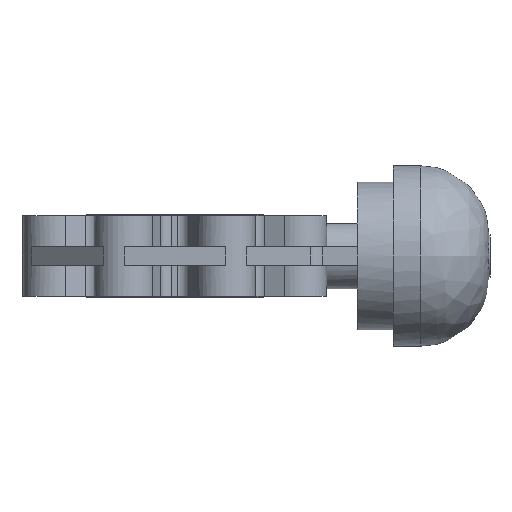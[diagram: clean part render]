
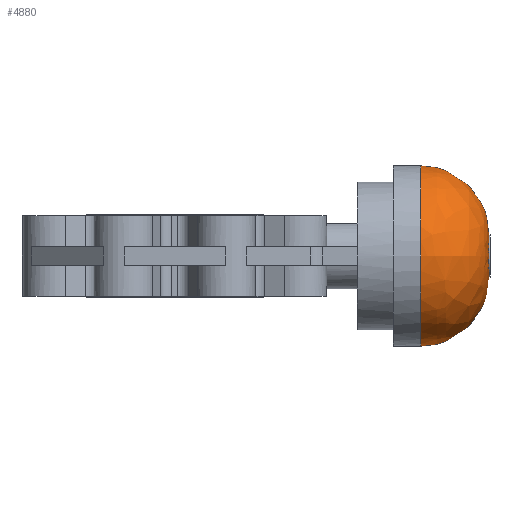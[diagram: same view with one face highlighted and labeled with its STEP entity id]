
A CAD part, front view. The second image highlights one B-rep face of the part: STEP entity #4880.
In plain terms, the highlighted free-form (B-spline) face has degree [2, 2] with [3, 9] control points.
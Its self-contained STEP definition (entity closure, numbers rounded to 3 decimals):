
#38=B_SPLINE_CURVE_WITH_KNOTS($,3,(#7521,#7522,#7523,#7524,#7525,#7526,
#7527,#7528,#7529,#7530),.UNSPECIFIED.,.F.,.F.,(4,2,2,2,4),(20.482,
20.859,22.327,23.827,25.268),
 .UNSPECIFIED.);
#39=B_SPLINE_CURVE_WITH_KNOTS($,3,(#7533,#7534,#7535,#7536,#7537,#7538,
#7539,#7540,#7541,#7542),.UNSPECIFIED.,.F.,.F.,(4,2,2,2,4),(12.647,
14.064,15.521,16.918,17.405),
 .UNSPECIFIED.);
#80=(
BOUNDED_CURVE()
B_SPLINE_CURVE(2,(#7517,#7518,#7519),.UNSPECIFIED.,.F.,.F.)
B_SPLINE_CURVE_WITH_KNOTS((3,3),(-1.571,0.),
 .UNSPECIFIED.)
CURVE()
GEOMETRIC_REPRESENTATION_ITEM()
RATIONAL_B_SPLINE_CURVE((1.,0.707,1.))
REPRESENTATION_ITEM($)
);
#81=(
BOUNDED_SURFACE()
B_SPLINE_SURFACE(2,2,((#7487,#7488,#7489,#7490,#7491,#7492,#7493,#7494,
#7495),(#7496,#7497,#7498,#7499,#7500,#7501,#7502,#7503,#7504),(#7505,#7506,
#7507,#7508,#7509,#7510,#7511,#7512,#7513)),.UNSPECIFIED.,.F.,.T.,.F.)
B_SPLINE_SURFACE_WITH_KNOTS((3,3),(3,2,2,2,3),(0.,1.571),
(-3.142,-1.571,0.,1.571,3.142),
 .UNSPECIFIED.)
GEOMETRIC_REPRESENTATION_ITEM()
RATIONAL_B_SPLINE_SURFACE(((1.,0.707,1.,0.707,1.,
0.707,1.,0.707,1.),(0.707,0.5,0.707,
0.5,0.707,0.5,0.707,0.5,0.707),(1.,
0.707,1.,0.707,1.,0.707,1.,0.707,
1.)))
REPRESENTATION_ITEM($)
SURFACE()
);
#306=FACE_OUTER_BOUND($,#579,.T.);
#579=EDGE_LOOP($,(#3457,#3458,#3459,#3460,#3461,#3462,#3463,#3464,#3465));
#863=CIRCLE($,#5201,55.);
#864=CIRCLE($,#5202,55.);
#866=CIRCLE($,#5204,13.5);
#867=CIRCLE($,#5205,32.295);
#868=CIRCLE($,#5206,13.5);
#2032=VERTEX_POINT($,#7478);
#2033=VERTEX_POINT($,#7480);
#2034=VERTEX_POINT($,#7482);
#2036=VERTEX_POINT($,#7514);
#2037=VERTEX_POINT($,#7515);
#2038=VERTEX_POINT($,#7520);
#2039=VERTEX_POINT($,#7531);
#2575=EDGE_CURVE($,#2032,#2033,#863,.T.);
#2576=EDGE_CURVE($,#2033,#2034,#864,.T.);
#2579=EDGE_CURVE($,#2036,#2037,#866,.T.);
#2580=EDGE_CURVE($,#2037,#2033,#80,.T.);
#2581=EDGE_CURVE($,#2038,#2032,#38,.T.);
#2582=EDGE_CURVE($,#2039,#2038,#867,.T.);
#2583=EDGE_CURVE($,#2034,#2039,#39,.T.);
#2584=EDGE_CURVE($,#2037,#2036,#868,.T.);
#3457=ORIENTED_EDGE($,*,*,#2579,.T.);
#3458=ORIENTED_EDGE($,*,*,#2580,.T.);
#3459=ORIENTED_EDGE($,*,*,#2575,.F.);
#3460=ORIENTED_EDGE($,*,*,#2581,.F.);
#3461=ORIENTED_EDGE($,*,*,#2582,.F.);
#3462=ORIENTED_EDGE($,*,*,#2583,.F.);
#3463=ORIENTED_EDGE($,*,*,#2576,.F.);
#3464=ORIENTED_EDGE($,*,*,#2580,.F.);
#3465=ORIENTED_EDGE($,*,*,#2584,.T.);
#4880=ADVANCED_FACE($,(#306),#81,.F.);
#5201=AXIS2_PLACEMENT_3D($,#7481,#5949,#5950);
#5202=AXIS2_PLACEMENT_3D($,#7483,#5951,#5952);
#5204=AXIS2_PLACEMENT_3D($,#7516,#5956,#5957);
#5205=AXIS2_PLACEMENT_3D($,#7532,#5958,#5959);
#5206=AXIS2_PLACEMENT_3D($,#7543,#5960,#5961);
#5949=DIRECTION('center_axis',(0.,0.,-1.));
#5950=DIRECTION('ref_axis',(-1.,0.,0.));
#5951=DIRECTION('center_axis',(0.,0.,-1.));
#5952=DIRECTION('ref_axis',(-1.,0.,0.));
#5956=DIRECTION('center_axis',(0.,0.,-1.));
#5957=DIRECTION('ref_axis',(-1.,0.,0.));
#5958=DIRECTION('center_axis',(0.,0.,-1.));
#5959=DIRECTION('ref_axis',(-1.,0.,0.));
#5960=DIRECTION('center_axis',(0.,0.,-1.));
#5961=DIRECTION('ref_axis',(-1.,0.,0.));
#7478=CARTESIAN_POINT('',(49.013,-24.954,16.5));
#7480=CARTESIAN_POINT('',(-55.,0.,16.5));
#7481=CARTESIAN_POINT('Origin',(0.,0.,16.5));
#7482=CARTESIAN_POINT('',(49.013,24.954,16.5));
#7483=CARTESIAN_POINT('Origin',(0.,0.,16.5));
#7487=CARTESIAN_POINT('Ctrl Pts',(-55.,0.,16.5));
#7488=CARTESIAN_POINT('Ctrl Pts',(-55.,-55.,16.5));
#7489=CARTESIAN_POINT('Ctrl Pts',(0.,-55.,16.5));
#7490=CARTESIAN_POINT('Ctrl Pts',(55.,-55.,16.5));
#7491=CARTESIAN_POINT('Ctrl Pts',(55.,0.,
16.5));
#7492=CARTESIAN_POINT('Ctrl Pts',(55.,55.,16.5));
#7493=CARTESIAN_POINT('Ctrl Pts',(0.,55.,16.5));
#7494=CARTESIAN_POINT('Ctrl Pts',(-55.,55.,16.5));
#7495=CARTESIAN_POINT('Ctrl Pts',(-55.,0.,16.5));
#7496=CARTESIAN_POINT('Ctrl Pts',(-55.,0.,
58.));
#7497=CARTESIAN_POINT('Ctrl Pts',(-55.,-55.,58.));
#7498=CARTESIAN_POINT('Ctrl Pts',(0.,-55.,
58.));
#7499=CARTESIAN_POINT('Ctrl Pts',(55.,-55.,58.));
#7500=CARTESIAN_POINT('Ctrl Pts',(55.,0.,58.));
#7501=CARTESIAN_POINT('Ctrl Pts',(55.,55.,58.));
#7502=CARTESIAN_POINT('Ctrl Pts',(0.,55.,
58.));
#7503=CARTESIAN_POINT('Ctrl Pts',(-55.,55.,58.));
#7504=CARTESIAN_POINT('Ctrl Pts',(-55.,0.,
58.));
#7505=CARTESIAN_POINT('Ctrl Pts',(-13.5,0.,
58.));
#7506=CARTESIAN_POINT('Ctrl Pts',(-13.5,-13.5,58.));
#7507=CARTESIAN_POINT('Ctrl Pts',(0.,-13.5,
58.));
#7508=CARTESIAN_POINT('Ctrl Pts',(13.5,-13.5,58.));
#7509=CARTESIAN_POINT('Ctrl Pts',(13.5,0.,58.));
#7510=CARTESIAN_POINT('Ctrl Pts',(13.5,13.5,58.));
#7511=CARTESIAN_POINT('Ctrl Pts',(0.,13.5,
58.));
#7512=CARTESIAN_POINT('Ctrl Pts',(-13.5,13.5,58.));
#7513=CARTESIAN_POINT('Ctrl Pts',(-13.5,0.,
58.));
#7514=CARTESIAN_POINT('',(13.5,0.,58.));
#7515=CARTESIAN_POINT('',(-13.5,0.,58.));
#7516=CARTESIAN_POINT('Origin',(0.,0.,58.));
#7517=CARTESIAN_POINT('Ctrl Pts',(-13.5,0.,
58.));
#7518=CARTESIAN_POINT('Ctrl Pts',(-55.,0.,
58.));
#7519=CARTESIAN_POINT('Ctrl Pts',(-55.,0.,16.5));
#7520=CARTESIAN_POINT('',(19.615,-25.655,53.5));
#7521=CARTESIAN_POINT('Ctrl Pts',(19.615,-25.655,53.5));
#7522=CARTESIAN_POINT('Ctrl Pts',(21.158,-25.629,53.035));
#7523=CARTESIAN_POINT('Ctrl Pts',(22.679,-25.6,52.498));
#7524=CARTESIAN_POINT('Ctrl Pts',(30.001,-25.458,49.477));
#7525=CARTESIAN_POINT('Ctrl Pts',(34.522,-25.35,46.242));
#7526=CARTESIAN_POINT('Ctrl Pts',(41.5,-25.172,39.268));
#7527=CARTESIAN_POINT('Ctrl Pts',(44.316,-25.092,35.109));
#7528=CARTESIAN_POINT('Ctrl Pts',(48.064,-24.984,26.047));
#7529=CARTESIAN_POINT('Ctrl Pts',(49.013,-24.954,21.302));
#7530=CARTESIAN_POINT('Ctrl Pts',(49.013,-24.954,16.5));
#7531=CARTESIAN_POINT('',(19.615,25.655,53.5));
#7532=CARTESIAN_POINT('Origin',(0.,0.,53.5));
#7533=CARTESIAN_POINT('Ctrl Pts',(49.013,24.954,16.5));
#7534=CARTESIAN_POINT('Ctrl Pts',(49.013,24.954,21.238));
#7535=CARTESIAN_POINT('Ctrl Pts',(48.089,24.983,25.933));
#7536=CARTESIAN_POINT('Ctrl Pts',(44.433,25.089,34.879));
#7537=CARTESIAN_POINT('Ctrl Pts',(41.699,25.167,38.996));
#7538=CARTESIAN_POINT('Ctrl Pts',(34.937,25.339,45.891));
#7539=CARTESIAN_POINT('Ctrl Pts',(30.697,25.442,48.998));
#7540=CARTESIAN_POINT('Ctrl Pts',(23.483,25.585,52.208));
#7541=CARTESIAN_POINT('Ctrl Pts',(21.569,25.621,52.911));
#7542=CARTESIAN_POINT('Ctrl Pts',(19.615,25.655,53.5));
#7543=CARTESIAN_POINT('Origin',(0.,0.,58.));
